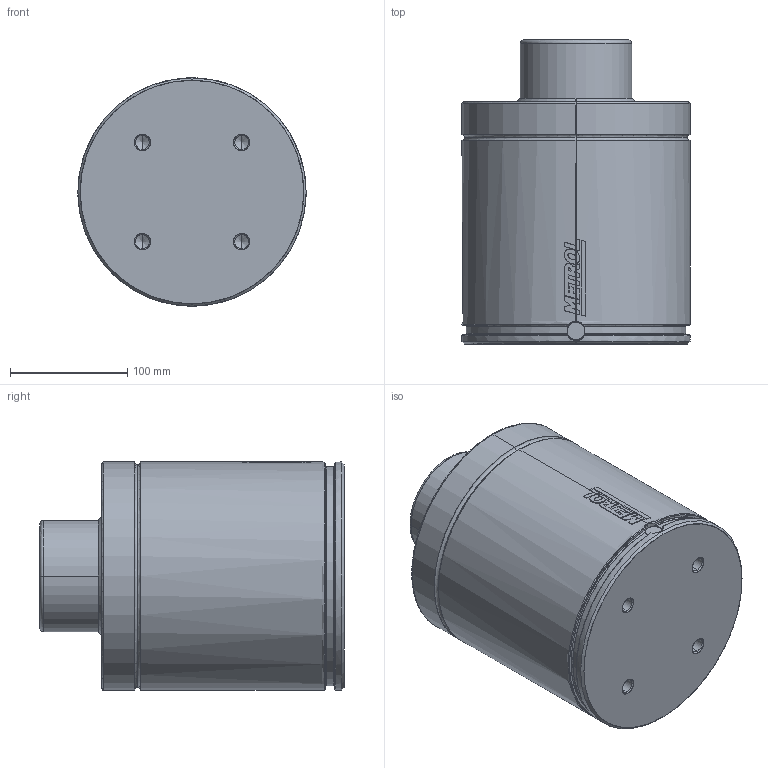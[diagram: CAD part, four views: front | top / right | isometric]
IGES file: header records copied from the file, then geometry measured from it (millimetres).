
Start section: SolidWorks IGES file using analytic representation for surfaces
Global section: file name: ISNG10000-050.igs; native system: SolidWorks 2014; preprocessor: SolidWorks 2014; author: thevault; date: 190319.080126; units: millimetre
Bounding box: 195 x 260 x 195.1 mm (x, y, z)
Surface area: 283806.6 mm2 (no closed solid volume)
Topology: 0 solids, 0 shells, 173 faces, 2720 edges, 2708 vertices
Faces by surface type: revolution 90, bspline 83
